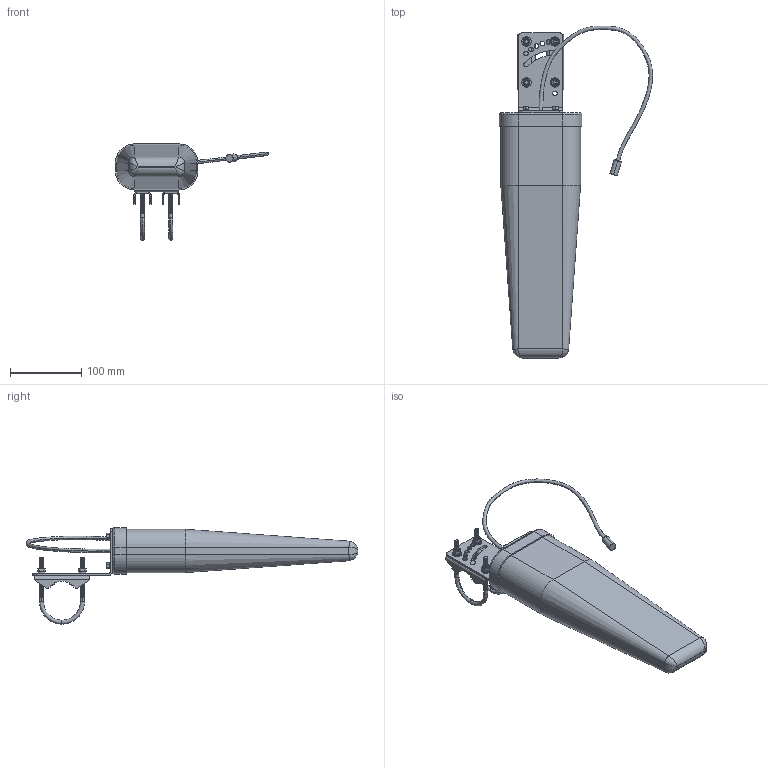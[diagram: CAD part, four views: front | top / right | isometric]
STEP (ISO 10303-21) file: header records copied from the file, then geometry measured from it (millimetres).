
FILE_DESCRIPTION (( 'STEP AP214' ), '1' );
FILE_NAME ('HG5817Y-XX-1.STEP', '2016-05-12T19:34:23', ( 'L-Com' ), ( 'L-Com Global Connectivity' ), 'SwSTEP 2.0', 'SolidWorks 2014', '' );
FILE_SCHEMA (( 'AUTOMOTIVE_DESIGN' ));
Length unit declared in the file: inch
Products named in the file (7): HG5817Y-XX-1_Bracket; HG5817Y-XX-1_ANTENNA; HG5817Y-XX-1; M5_LockW_W_ and HexBolt; CONNECTOR REP_Small; 195_12inch cable_WT; HG5817Y-XX-1_Ubolt Bracket
Assembly tree (10 placements, depth 2):
  HG5817Y-XX-1
    HG5817Y-XX-1_ANTENNA
    HG5817Y-XX-1_Bracket
    HG5817Y-XX-1_Ubolt Bracket  x2
    195_12inch cable_WT
    CONNECTOR REP_Small
    M5_LockW_W_ and HexBolt  x4
Bounding box: 215.27 x 466.54 x 135.37 mm (x, y, z)
Volume: 1665963.3 mm3; surface area: 153633.8 mm2
Topology: 12 solids, 12 shells, 1450 faces, 3114 edges, 1724 vertices
Faces by surface type: cone 1012, plane 234, cylinder 154, torus 44, bspline 6
Entity records: 37032 total; most frequent: CARTESIAN_POINT 10089, DIRECTION 3872, ORIENTED_EDGE 3300, EDGE_CURVE 1650, AXIS2_PLACEMENT_3D 1515, VERTEX_POINT 922, VECTOR 842, LINE 842
